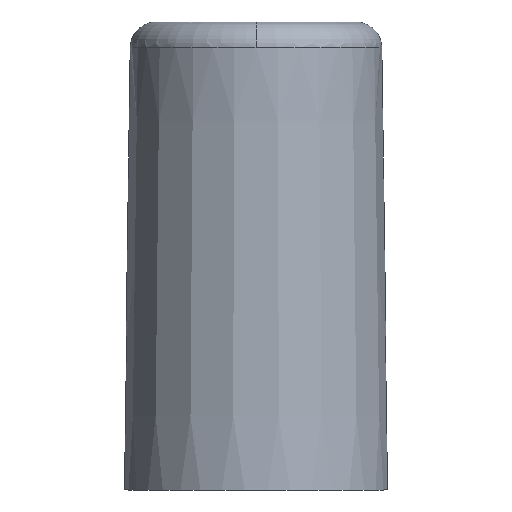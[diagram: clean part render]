
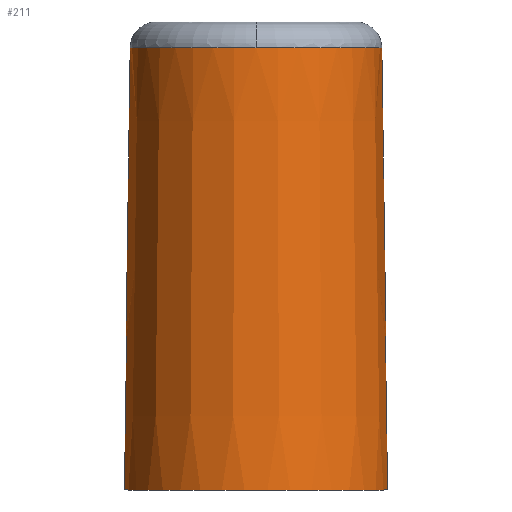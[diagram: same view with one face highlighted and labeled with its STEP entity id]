
A CAD part, front view. The second image highlights one B-rep face of the part: STEP entity #211.
In plain terms, the highlighted conical face has half-angle 0.81 degrees and reference radius 2.54 mm.
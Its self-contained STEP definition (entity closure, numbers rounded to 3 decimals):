
#13 = CIRCLE ( 'NONE', #449, 2.498 ) ;
#21 = CARTESIAN_POINT ( 'NONE',  ( -2.53, -0.23, 4.8 ) ) ;
#35 = CARTESIAN_POINT ( 'NONE',  ( 2.498, 0., 7.75 ) ) ;
#46 = AXIS2_PLACEMENT_3D ( 'NONE', #237, #331, #1086 ) ;
#60 = ORIENTED_EDGE ( 'NONE', *, *, #300, .T. ) ;
#67 = CARTESIAN_POINT ( 'NONE',  ( 0., 0., 7.75 ) ) ;
#96 = DIRECTION ( 'NONE',  ( 0., 0., -1. ) ) ;
#114 = B_SPLINE_CURVE_WITH_KNOTS ( 'NONE', 3,
 ( #874, #218, #588, #946 ),
 .UNSPECIFIED., .F., .F.,
 ( 4, 4 ),
 ( 0., 0.003 ),
 .UNSPECIFIED. ) ;
#121 = DIRECTION ( 'NONE',  ( 0., 0., 1. ) ) ;
#143 = AXIS2_PLACEMENT_3D ( 'NONE', #462, #1196, #179 ) ;
#154 = EDGE_CURVE ( 'NONE', #788, #479, #13, .T. ) ;
#163 = AXIS2_PLACEMENT_3D ( 'NONE', #301, #121, #1045 ) ;
#169 = DIRECTION ( 'NONE',  ( -1., 0., 0. ) ) ;
#172 = CARTESIAN_POINT ( 'NONE',  ( 2.488, -0.23, 7.75 ) ) ;
#179 = DIRECTION ( 'NONE',  ( -1., 0., 0. ) ) ;
#184 = AXIS2_PLACEMENT_3D ( 'NONE', #567, #96, #914 ) ;
#185 = ORIENTED_EDGE ( 'NONE', *, *, #1195, .F. ) ;
#196 = DIRECTION ( 'NONE',  ( 0.014, 0., -1. ) ) ;
#211 = ADVANCED_FACE ( 'n� 2', ( #258 ), #638, .T. ) ;
#218 = CARTESIAN_POINT ( 'NONE',  ( -2.502, -0.23, 6.767 ) ) ;
#237 = CARTESIAN_POINT ( 'NONE',  ( 0., 0., 7.75 ) ) ;
#258 = FACE_OUTER_BOUND ( 'NONE', #608, .T. ) ;
#291 = CARTESIAN_POINT ( 'NONE',  ( 2.42, 0., 13.307 ) ) ;
#300 = EDGE_CURVE ( 'NONE', #603, #1121, #958, .T. ) ;
#301 = CARTESIAN_POINT ( 'NONE',  ( 0., 0., 4.8 ) ) ;
#324 = CIRCLE ( 'NONE', #163, 2.54 ) ;
#331 = DIRECTION ( 'NONE',  ( 0., 0., 1. ) ) ;
#399 = ORIENTED_EDGE ( 'NONE', *, *, #1035, .T. ) ;
#403 = VERTEX_POINT ( 'NONE', #291 ) ;
#413 = ORIENTED_EDGE ( 'NONE', *, *, #154, .T. ) ;
#416 = EDGE_CURVE ( 'NONE', #643, #876, #114, .T. ) ;
#432 = VERTEX_POINT ( 'NONE', #1162 ) ;
#436 = VERTEX_POINT ( 'NONE', #890 ) ;
#448 = ORIENTED_EDGE ( 'NONE', *, *, #944, .T. ) ;
#449 = AXIS2_PLACEMENT_3D ( 'NONE', #67, #1100, #169 ) ;
#462 = CARTESIAN_POINT ( 'NONE',  ( 0., 0., 13.307 ) ) ;
#474 = ORIENTED_EDGE ( 'NONE', *, *, #416, .T. ) ;
#479 = VERTEX_POINT ( 'NONE', #35 ) ;
#559 = ORIENTED_EDGE ( 'NONE', *, *, #575, .T. ) ;
#567 = CARTESIAN_POINT ( 'NONE',  ( 0., 0., 13.307 ) ) ;
#571 = B_SPLINE_CURVE_WITH_KNOTS ( 'NONE', 3,
 ( #1097, #943, #849, #172 ),
 .UNSPECIFIED., .F., .F.,
 ( 4, 4 ),
 ( 0., 0.003 ),
 .UNSPECIFIED. ) ;
#575 = EDGE_CURVE ( 'NONE', #403, #432, #891, .T. ) ;
#588 = CARTESIAN_POINT ( 'NONE',  ( -2.516, -0.23, 5.783 ) ) ;
#596 = CIRCLE ( 'NONE', #46, 2.498 ) ;
#603 = VERTEX_POINT ( 'NONE', #822 ) ;
#608 = EDGE_LOOP ( 'NONE', ( #185, #559, #760, #60, #399, #474, #448, #1053, #413 ) ) ;
#630 = CARTESIAN_POINT ( 'NONE',  ( -2.488, -0.23, 7.75 ) ) ;
#632 = CARTESIAN_POINT ( 'NONE',  ( 0., 0., 4.8 ) ) ;
#638 = CONICAL_SURFACE ( 'NONE', #1119, 2.54, 0.014 ) ;
#643 = VERTEX_POINT ( 'NONE', #630 ) ;
#723 = CARTESIAN_POINT ( 'NONE',  ( -2.498, 0., 7.75 ) ) ;
#742 = LINE ( 'NONE', #928, #1132 ) ;
#760 = ORIENTED_EDGE ( 'NONE', *, *, #1185, .T. ) ;
#764 = CARTESIAN_POINT ( 'NONE',  ( -2.54, 0., 4.8 ) ) ;
#788 = VERTEX_POINT ( 'NONE', #1032 ) ;
#813 = CIRCLE ( 'NONE', #184, 2.42 ) ;
#822 = CARTESIAN_POINT ( 'NONE',  ( -2.42, 0., 13.307 ) ) ;
#849 = CARTESIAN_POINT ( 'NONE',  ( 2.502, -0.23, 6.767 ) ) ;
#862 = VECTOR ( 'NONE', #1123, 1000. ) ;
#874 = CARTESIAN_POINT ( 'NONE',  ( -2.488, -0.23, 7.75 ) ) ;
#876 = VERTEX_POINT ( 'NONE', #21 ) ;
#890 = CARTESIAN_POINT ( 'NONE',  ( 2.53, -0.23, 4.8 ) ) ;
#891 = CIRCLE ( 'NONE', #143, 2.42 ) ;
#914 = DIRECTION ( 'NONE',  ( -1., 0., 0. ) ) ;
#928 = CARTESIAN_POINT ( 'NONE',  ( 2.54, 0., 4.8 ) ) ;
#943 = CARTESIAN_POINT ( 'NONE',  ( 2.516, -0.23, 5.783 ) ) ;
#944 = EDGE_CURVE ( 'NONE', #876, #436, #324, .T. ) ;
#946 = CARTESIAN_POINT ( 'NONE',  ( -2.53, -0.23, 4.8 ) ) ;
#958 = LINE ( 'NONE', #764, #862 ) ;
#1004 = DIRECTION ( 'NONE',  ( 0., 0., -1. ) ) ;
#1018 = DIRECTION ( 'NONE',  ( -1., 0., 0. ) ) ;
#1032 = CARTESIAN_POINT ( 'NONE',  ( 2.488, -0.23, 7.75 ) ) ;
#1035 = EDGE_CURVE ( 'NONE', #1121, #643, #596, .T. ) ;
#1045 = DIRECTION ( 'NONE',  ( -1., 0., 0. ) ) ;
#1053 = ORIENTED_EDGE ( 'NONE', *, *, #1193, .T. ) ;
#1086 = DIRECTION ( 'NONE',  ( -1., 0., 0. ) ) ;
#1097 = CARTESIAN_POINT ( 'NONE',  ( 2.53, -0.23, 4.8 ) ) ;
#1100 = DIRECTION ( 'NONE',  ( 0., 0., 1. ) ) ;
#1119 = AXIS2_PLACEMENT_3D ( 'NONE', #632, #1004, #1018 ) ;
#1121 = VERTEX_POINT ( 'NONE', #723 ) ;
#1123 = DIRECTION ( 'NONE',  ( -0.014, 0., -1. ) ) ;
#1132 = VECTOR ( 'NONE', #196, 1000. ) ;
#1162 = CARTESIAN_POINT ( 'NONE',  ( 0., -2.42, 13.307 ) ) ;
#1185 = EDGE_CURVE ( 'NONE', #432, #603, #813, .T. ) ;
#1193 = EDGE_CURVE ( 'NONE', #436, #788, #571, .T. ) ;
#1195 = EDGE_CURVE ( 'NONE', #403, #479, #742, .T. ) ;
#1196 = DIRECTION ( 'NONE',  ( 0., 0., -1. ) ) ;
